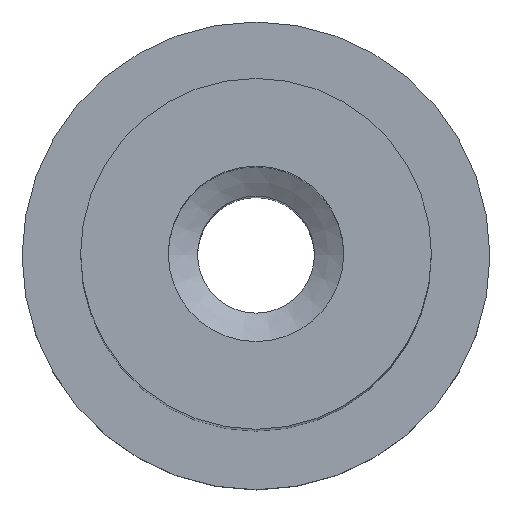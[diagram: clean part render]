
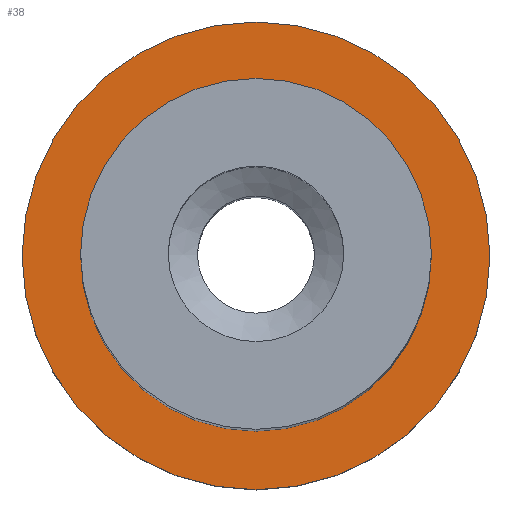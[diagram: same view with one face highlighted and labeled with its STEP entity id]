
A CAD part, top view. The second image highlights one B-rep face of the part: STEP entity #38.
In plain terms, the highlighted planar face has unit normal (0, 0, 1).
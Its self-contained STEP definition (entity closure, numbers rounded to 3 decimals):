
#33=PLANE('',#168);
#38=ADVANCED_FACE('',(#54,#55),#33,.T.);
#54=FACE_BOUND('',#74,.T.);
#55=FACE_BOUND('',#75,.T.);
#74=EDGE_LOOP('',(#94));
#75=EDGE_LOOP('',(#95));
#94=ORIENTED_EDGE('',*,*,#124,.T.);
#95=ORIENTED_EDGE('',*,*,#122,.F.);
#112=VERTEX_POINT('',#237);
#114=VERTEX_POINT('',#242);
#122=EDGE_CURVE('',#112,#112,#132,.T.);
#124=EDGE_CURVE('',#114,#114,#134,.T.);
#132=CIRCLE('',#164,8.);
#134=CIRCLE('',#167,5.8);
#164=AXIS2_PLACEMENT_3D('',#236,#192,#193);
#167=AXIS2_PLACEMENT_3D('',#241,#198,#199);
#168=AXIS2_PLACEMENT_3D('',#243,#200,#201);
#192=DIRECTION('',(0.,0.,-1.));
#193=DIRECTION('',(-1.,0.,0.));
#198=DIRECTION('',(0.,0.,-1.));
#199=DIRECTION('',(-1.,0.,0.));
#200=DIRECTION('',(0.,0.,1.));
#201=DIRECTION('',(-1.,0.,0.));
#236=CARTESIAN_POINT('',(0.,0.,0.));
#237=CARTESIAN_POINT('',(-8.,0.,0.));
#241=CARTESIAN_POINT('',(0.,0.,0.));
#242=CARTESIAN_POINT('',(-5.8,0.,0.));
#243=CARTESIAN_POINT('',(0.,8.,0.));
